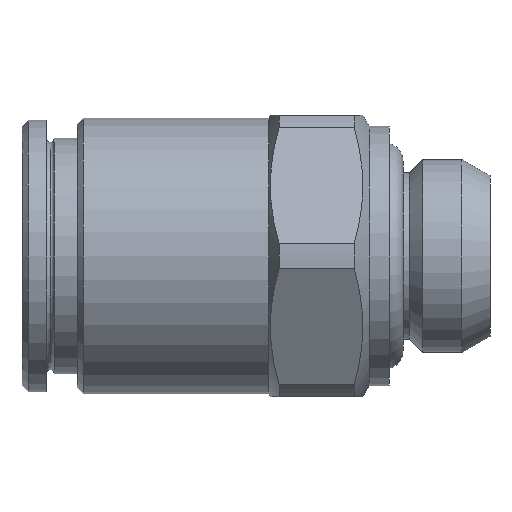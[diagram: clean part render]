
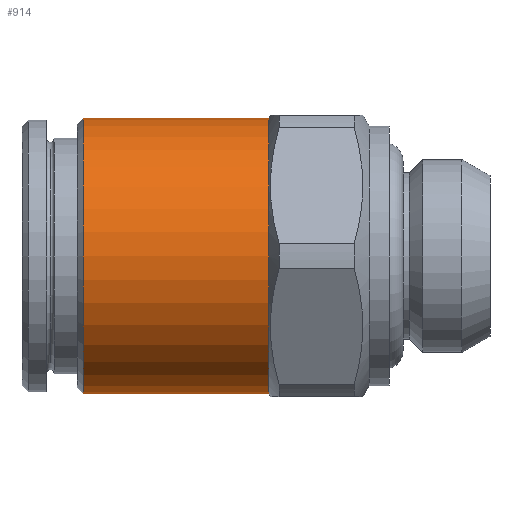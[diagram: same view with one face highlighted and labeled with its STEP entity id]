
A CAD part, left-side view. The second image highlights one B-rep face of the part: STEP entity #914.
In plain terms, the highlighted cylindrical face has radius 6.85 mm (diameter 13.7 mm), a partial arc.
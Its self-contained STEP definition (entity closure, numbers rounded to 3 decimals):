
#727 = VERTEX_POINT ( 'NONE', #1703 ) ;
#772 = VERTEX_POINT ( 'NONE', #1840 ) ;
#856 = EDGE_CURVE ( 'NONE', #727, #857, #1963, .T. ) ;
#857 = VERTEX_POINT ( 'NONE', #1977 ) ;
#860 = VERTEX_POINT ( 'NONE', #1976 ) ;
#862 = EDGE_CURVE ( 'NONE', #772, #860, #1951, .T. ) ;
#914 = ADVANCED_FACE ( 'NONE', ( #2047 ), #2046, .T. ) ;
#915 = EDGE_LOOP ( 'NONE', ( #926, #927, #929, #930 ) ) ;
#926 = ORIENTED_EDGE ( 'NONE', *, *, #856, .F. ) ;
#927 = ORIENTED_EDGE ( 'NONE', *, *, #928, .T. ) ;
#928 = EDGE_CURVE ( 'NONE', #727, #772, #2153, .T. ) ;
#929 = ORIENTED_EDGE ( 'NONE', *, *, #862, .T. ) ;
#930 = ORIENTED_EDGE ( 'NONE', *, *, #974, .F. ) ;
#974 = EDGE_CURVE ( 'NONE', #857, #860, #2246, .T. ) ;
#1703 = CARTESIAN_POINT ( 'NONE',  ( 0., 20.2, 6.85 ) ) ;
#1840 = CARTESIAN_POINT ( 'NONE',  ( 0., 20.2, -6.85 ) ) ;
#1948 = DIRECTION ( 'NONE',  ( 0., -1., 0. ) ) ;
#1949 = VECTOR ( 'NONE', #1948, 1000. ) ;
#1950 = CARTESIAN_POINT ( 'NONE',  ( 0., 0., -6.85 ) ) ;
#1951 = LINE ( 'NONE', #1950, #1949 ) ;
#1960 = DIRECTION ( 'NONE',  ( 0., -1., 0. ) ) ;
#1961 = VECTOR ( 'NONE', #1960, 1000. ) ;
#1962 = CARTESIAN_POINT ( 'NONE',  ( 0., 0., 6.85 ) ) ;
#1963 = LINE ( 'NONE', #1962, #1961 ) ;
#1976 = CARTESIAN_POINT ( 'NONE',  ( 0., 11., -6.85 ) ) ;
#1977 = CARTESIAN_POINT ( 'NONE',  ( 0., 11., 6.85 ) ) ;
#2043 = CARTESIAN_POINT ( 'NONE',  ( 0., 0., 0. ) ) ;
#2044 = AXIS2_PLACEMENT_3D ( 'NONE', #2043, #2137, #2136 ) ;
#2046 = CYLINDRICAL_SURFACE ( 'NONE', #2044, 6.85 ) ;
#2047 = FACE_OUTER_BOUND ( 'NONE', #915, .T. ) ;
#2136 = DIRECTION ( 'NONE',  ( 0., 0., -1. ) ) ;
#2137 = DIRECTION ( 'NONE',  ( 0., -1., 0. ) ) ;
#2148 = DIRECTION ( 'NONE',  ( 0., 0., -1. ) ) ;
#2149 = DIRECTION ( 'NONE',  ( 0., -1., 0. ) ) ;
#2151 = CARTESIAN_POINT ( 'NONE',  ( 0., 20.2, 0. ) ) ;
#2152 = AXIS2_PLACEMENT_3D ( 'NONE', #2151, #2149, #2148 ) ;
#2153 = CIRCLE ( 'NONE', #2152, 6.85 ) ;
#2243 = DIRECTION ( 'NONE',  ( 0., 0., -1. ) ) ;
#2244 = CARTESIAN_POINT ( 'NONE',  ( 0., 11., 0. ) ) ;
#2245 = AXIS2_PLACEMENT_3D ( 'NONE', #2244, #2248, #2243 ) ;
#2246 = CIRCLE ( 'NONE', #2245, 6.85 ) ;
#2248 = DIRECTION ( 'NONE',  ( 0., -1., 0. ) ) ;
